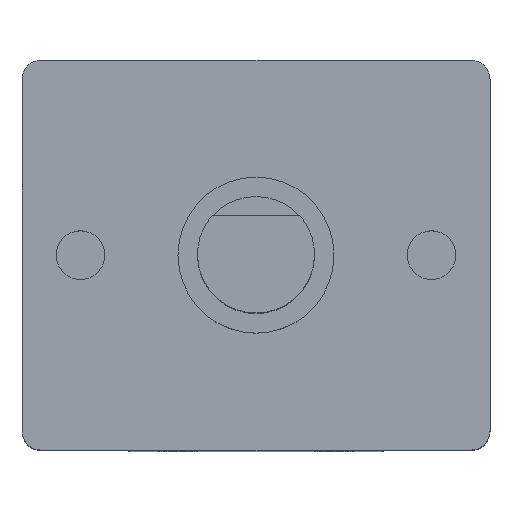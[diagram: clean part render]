
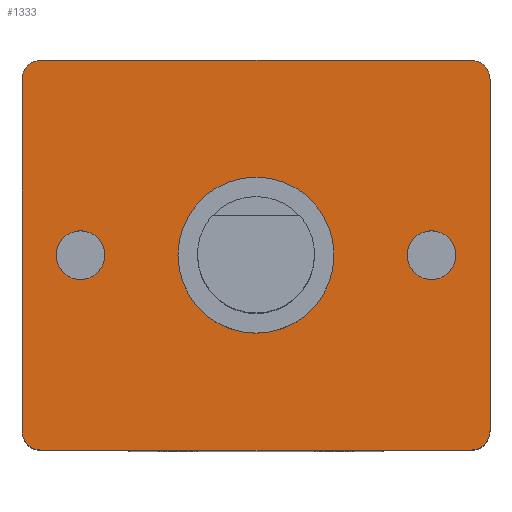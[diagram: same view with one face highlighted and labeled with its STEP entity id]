
A CAD part, top view. The second image highlights one B-rep face of the part: STEP entity #1333.
In plain terms, the highlighted planar face has unit normal (0, 0, 1).
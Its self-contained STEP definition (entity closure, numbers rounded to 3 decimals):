
#46 = FACE_OUTER_BOUND ( 'NONE', #3129, .T. ) ;
#87 = DIRECTION ( 'NONE',  ( 0., 0., 1. ) ) ;
#119 = DIRECTION ( 'NONE',  ( -1., 0., 0. ) ) ;
#124 = EDGE_CURVE ( 'NONE', #1717, #736, #965, .T. ) ;
#152 = VECTOR ( 'NONE', #874, 1000. ) ;
#154 = CIRCLE ( 'NONE', #1782, 0.5 ) ;
#160 = CARTESIAN_POINT ( 'NONE',  ( -5.5, -5., 9. ) ) ;
#202 = CARTESIAN_POINT ( 'NONE',  ( 0., 0., 9. ) ) ;
#224 = VERTEX_POINT ( 'NONE', #659 ) ;
#264 = CARTESIAN_POINT ( 'NONE',  ( -6., -4.5, 9. ) ) ;
#291 = DIRECTION ( 'NONE',  ( 1., 0., 0. ) ) ;
#303 = CIRCLE ( 'NONE', #2607, 0.625 ) ;
#317 = CARTESIAN_POINT ( 'NONE',  ( 0., 0., 9. ) ) ;
#320 = ORIENTED_EDGE ( 'NONE', *, *, #1876, .F. ) ;
#394 = AXIS2_PLACEMENT_3D ( 'NONE', #3614, #2081, #3299 ) ;
#406 = CARTESIAN_POINT ( 'NONE',  ( 6., 4.5, 9. ) ) ;
#444 = AXIS2_PLACEMENT_3D ( 'NONE', #202, #3872, #2305 ) ;
#483 = VERTEX_POINT ( 'NONE', #3583 ) ;
#491 = CARTESIAN_POINT ( 'NONE',  ( 5.5, -5., 9. ) ) ;
#521 = CARTESIAN_POINT ( 'NONE',  ( -5.5, 4.5, 9. ) ) ;
#547 = DIRECTION ( 'NONE',  ( 0., 0., -1. ) ) ;
#592 = EDGE_CURVE ( 'NONE', #3333, #224, #3579, .T. ) ;
#619 = VECTOR ( 'NONE', #1774, 1000. ) ;
#623 = DIRECTION ( 'NONE',  ( 0., 0., 1. ) ) ;
#634 = AXIS2_PLACEMENT_3D ( 'NONE', #867, #1792, #2393 ) ;
#656 = CARTESIAN_POINT ( 'NONE',  ( -5.5, -4.5, 9. ) ) ;
#659 = CARTESIAN_POINT ( 'NONE',  ( 5.125, 0., 9. ) ) ;
#736 = VERTEX_POINT ( 'NONE', #1274 ) ;
#814 = DIRECTION ( 'NONE',  ( 0., 0., -1. ) ) ;
#817 = VECTOR ( 'NONE', #2493, 1000. ) ;
#867 = CARTESIAN_POINT ( 'NONE',  ( 4.5, 0., 9. ) ) ;
#874 = DIRECTION ( 'NONE',  ( 1., 0., 0. ) ) ;
#914 = AXIS2_PLACEMENT_3D ( 'NONE', #656, #1884, #119 ) ;
#924 = VERTEX_POINT ( 'NONE', #1429 ) ;
#935 = ORIENTED_EDGE ( 'NONE', *, *, #1834, .F. ) ;
#965 = LINE ( 'NONE', #1761, #152 ) ;
#984 = ORIENTED_EDGE ( 'NONE', *, *, #2533, .F. ) ;
#1040 = ORIENTED_EDGE ( 'NONE', *, *, #2834, .F. ) ;
#1051 = EDGE_CURVE ( 'NONE', #2539, #1296, #2078, .T. ) ;
#1057 = VECTOR ( 'NONE', #3531, 1000. ) ;
#1063 = ORIENTED_EDGE ( 'NONE', *, *, #1922, .F. ) ;
#1086 = VERTEX_POINT ( 'NONE', #491 ) ;
#1099 = EDGE_LOOP ( 'NONE', ( #1522, #2633 ) ) ;
#1159 = CIRCLE ( 'NONE', #3312, 2. ) ;
#1179 = DIRECTION ( 'NONE',  ( 0., 0., -1. ) ) ;
#1250 = CARTESIAN_POINT ( 'NONE',  ( 6., 4.5, 9. ) ) ;
#1274 = CARTESIAN_POINT ( 'NONE',  ( 5.5, 5., 9. ) ) ;
#1289 = CARTESIAN_POINT ( 'NONE',  ( -2., 0., 9. ) ) ;
#1296 = VERTEX_POINT ( 'NONE', #1812 ) ;
#1333 = ADVANCED_FACE ( 'NONE', ( #3281, #2127, #2467, #46 ), #3062, .F. ) ;
#1378 = AXIS2_PLACEMENT_3D ( 'NONE', #1614, #2219, #3747 ) ;
#1382 = LINE ( 'NONE', #2284, #1057 ) ;
#1429 = CARTESIAN_POINT ( 'NONE',  ( 6., -4.5, 9. ) ) ;
#1448 = ORIENTED_EDGE ( 'NONE', *, *, #2302, .F. ) ;
#1461 = LINE ( 'NONE', #264, #619 ) ;
#1464 = CARTESIAN_POINT ( 'NONE',  ( -6., 4.5, 9. ) ) ;
#1492 = CARTESIAN_POINT ( 'NONE',  ( 4.5, 0., 9. ) ) ;
#1522 = ORIENTED_EDGE ( 'NONE', *, *, #1051, .F. ) ;
#1581 = LINE ( 'NONE', #1250, #817 ) ;
#1614 = CARTESIAN_POINT ( 'NONE',  ( -5.5, -4.5, 9. ) ) ;
#1642 = CARTESIAN_POINT ( 'NONE',  ( -4.5, 0., 9. ) ) ;
#1686 = VERTEX_POINT ( 'NONE', #160 ) ;
#1717 = VERTEX_POINT ( 'NONE', #2329 ) ;
#1761 = CARTESIAN_POINT ( 'NONE',  ( -5.5, 5., 9. ) ) ;
#1774 = DIRECTION ( 'NONE',  ( 0., 1., 0. ) ) ;
#1782 = AXIS2_PLACEMENT_3D ( 'NONE', #2624, #814, #2585 ) ;
#1792 = DIRECTION ( 'NONE',  ( 0., 0., 1. ) ) ;
#1811 = CARTESIAN_POINT ( 'NONE',  ( 5.5, 4.5, 9. ) ) ;
#1812 = CARTESIAN_POINT ( 'NONE',  ( 2., 0., 9. ) ) ;
#1834 = EDGE_CURVE ( 'NONE', #224, #3333, #303, .T. ) ;
#1876 = EDGE_CURVE ( 'NONE', #736, #2463, #3824, .T. ) ;
#1884 = DIRECTION ( 'NONE',  ( 0., 0., -1. ) ) ;
#1905 = VERTEX_POINT ( 'NONE', #3034 ) ;
#1922 = EDGE_CURVE ( 'NONE', #1686, #1905, #2813, .T. ) ;
#2045 = CARTESIAN_POINT ( 'NONE',  ( -5.125, 0., 9. ) ) ;
#2061 = DIRECTION ( 'NONE',  ( 1., 0., 0. ) ) ;
#2073 = DIRECTION ( 'NONE',  ( 0., 0., 1. ) ) ;
#2078 = CIRCLE ( 'NONE', #444, 2. ) ;
#2081 = DIRECTION ( 'NONE',  ( 0., 0., 1. ) ) ;
#2095 = EDGE_CURVE ( 'NONE', #1086, #1686, #1382, .T. ) ;
#2127 = FACE_BOUND ( 'NONE', #3462, .T. ) ;
#2173 = EDGE_CURVE ( 'NONE', #924, #1086, #154, .T. ) ;
#2219 = DIRECTION ( 'NONE',  ( 0., 0., -1. ) ) ;
#2284 = CARTESIAN_POINT ( 'NONE',  ( 5.5, -5., 9. ) ) ;
#2302 = EDGE_CURVE ( 'NONE', #2463, #924, #1581, .T. ) ;
#2305 = DIRECTION ( 'NONE',  ( 1., 0., 0. ) ) ;
#2329 = CARTESIAN_POINT ( 'NONE',  ( -5.5, 5., 9. ) ) ;
#2339 = AXIS2_PLACEMENT_3D ( 'NONE', #1811, #1179, #2673 ) ;
#2386 = CARTESIAN_POINT ( 'NONE',  ( 3.875, 0., 9. ) ) ;
#2393 = DIRECTION ( 'NONE',  ( 1., 0., 0. ) ) ;
#2412 = ORIENTED_EDGE ( 'NONE', *, *, #2095, .F. ) ;
#2463 = VERTEX_POINT ( 'NONE', #406 ) ;
#2467 = FACE_BOUND ( 'NONE', #1099, .T. ) ;
#2493 = DIRECTION ( 'NONE',  ( 0., -1., 0. ) ) ;
#2531 = AXIS2_PLACEMENT_3D ( 'NONE', #1642, #87, #3789 ) ;
#2533 = EDGE_CURVE ( 'NONE', #483, #2878, #3753, .T. ) ;
#2539 = VERTEX_POINT ( 'NONE', #1289 ) ;
#2585 = DIRECTION ( 'NONE',  ( -1., 0., 0. ) ) ;
#2607 = AXIS2_PLACEMENT_3D ( 'NONE', #1492, #2073, #2061 ) ;
#2615 = CIRCLE ( 'NONE', #2779, 0.5 ) ;
#2624 = CARTESIAN_POINT ( 'NONE',  ( 5.5, -4.5, 9. ) ) ;
#2633 = ORIENTED_EDGE ( 'NONE', *, *, #3837, .F. ) ;
#2673 = DIRECTION ( 'NONE',  ( -1., 0., 0. ) ) ;
#2771 = ORIENTED_EDGE ( 'NONE', *, *, #2173, .F. ) ;
#2779 = AXIS2_PLACEMENT_3D ( 'NONE', #521, #547, #3590 ) ;
#2813 = CIRCLE ( 'NONE', #1378, 0.5 ) ;
#2834 = EDGE_CURVE ( 'NONE', #2878, #483, #3729, .T. ) ;
#2840 = EDGE_CURVE ( 'NONE', #3310, #1717, #2615, .T. ) ;
#2878 = VERTEX_POINT ( 'NONE', #2045 ) ;
#2897 = ORIENTED_EDGE ( 'NONE', *, *, #2840, .F. ) ;
#2911 = ORIENTED_EDGE ( 'NONE', *, *, #124, .F. ) ;
#3034 = CARTESIAN_POINT ( 'NONE',  ( -6., -4.5, 9. ) ) ;
#3062 = PLANE ( 'NONE',  #914 ) ;
#3129 = EDGE_LOOP ( 'NONE', ( #1063, #2412, #2771, #1448, #320, #2911, #2897, #3261 ) ) ;
#3261 = ORIENTED_EDGE ( 'NONE', *, *, #3283, .F. ) ;
#3281 = FACE_BOUND ( 'NONE', #3670, .T. ) ;
#3283 = EDGE_CURVE ( 'NONE', #1905, #3310, #1461, .T. ) ;
#3299 = DIRECTION ( 'NONE',  ( 1., 0., 0. ) ) ;
#3310 = VERTEX_POINT ( 'NONE', #1464 ) ;
#3312 = AXIS2_PLACEMENT_3D ( 'NONE', #317, #623, #291 ) ;
#3333 = VERTEX_POINT ( 'NONE', #2386 ) ;
#3462 = EDGE_LOOP ( 'NONE', ( #935, #3645 ) ) ;
#3531 = DIRECTION ( 'NONE',  ( -1., 0., 0. ) ) ;
#3579 = CIRCLE ( 'NONE', #634, 0.625 ) ;
#3583 = CARTESIAN_POINT ( 'NONE',  ( -3.875, 0., 9. ) ) ;
#3590 = DIRECTION ( 'NONE',  ( -1., 0., 0. ) ) ;
#3614 = CARTESIAN_POINT ( 'NONE',  ( -4.5, 0., 9. ) ) ;
#3645 = ORIENTED_EDGE ( 'NONE', *, *, #592, .F. ) ;
#3670 = EDGE_LOOP ( 'NONE', ( #984, #1040 ) ) ;
#3729 = CIRCLE ( 'NONE', #394, 0.625 ) ;
#3747 = DIRECTION ( 'NONE',  ( -1., 0., 0. ) ) ;
#3753 = CIRCLE ( 'NONE', #2531, 0.625 ) ;
#3789 = DIRECTION ( 'NONE',  ( 1., 0., 0. ) ) ;
#3824 = CIRCLE ( 'NONE', #2339, 0.5 ) ;
#3837 = EDGE_CURVE ( 'NONE', #1296, #2539, #1159, .T. ) ;
#3872 = DIRECTION ( 'NONE',  ( 0., 0., 1. ) ) ;
